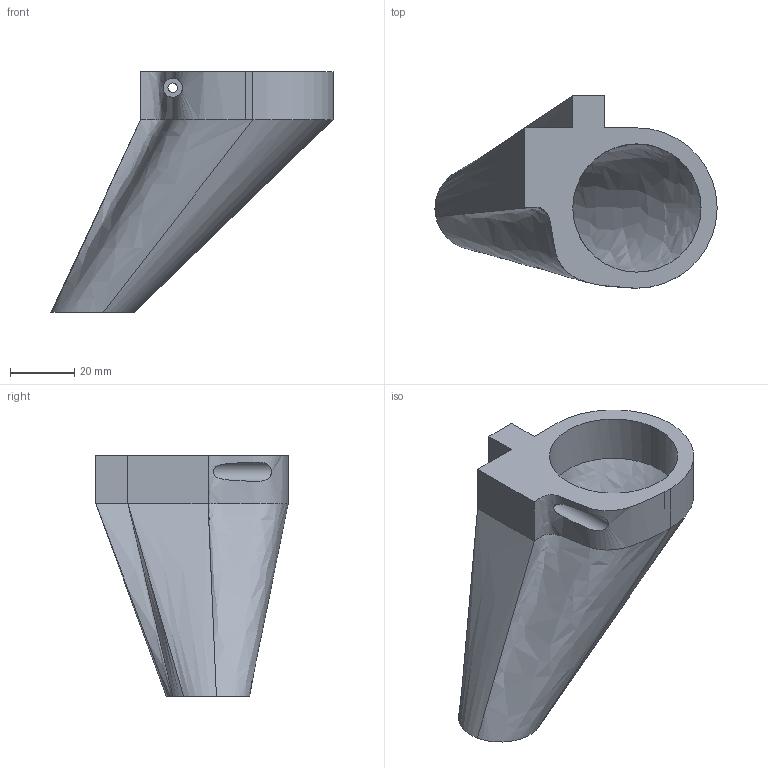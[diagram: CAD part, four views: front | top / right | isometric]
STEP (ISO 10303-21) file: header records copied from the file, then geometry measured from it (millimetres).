
FILE_DESCRIPTION((' '),'2;1');
FILE_NAME('VInterf_b.stp','2014-03-09T15:36:09',(' '),(' '),' ','ACIS',' ');
FILE_SCHEMA(('CONFIG_CONTROL_DESIGN'));
Length unit declared in the file: millimetre
Products named in the file (3): VInterf_b.stp; VInterf_b_ForBodies; Component3
Assembly tree (2 placements, depth 2):
  VInterf_b.stp
    VInterf_b_ForBodies
    Component3
Bounding box: 87.99 x 60 x 75 mm (x, y, z)
Volume: 59256.5 mm3; surface area: 23496.4 mm2
Topology: 1 solids, 1 shells, 23 faces, 57 edges, 37 vertices
Faces by surface type: bspline 10, plane 9, cylinder 4
Full cylindrical faces by diameter (mm): 3 x1, 6 x1, 40 x1
Entity records: 1338 total; most frequent: CARTESIAN_POINT 474, ORIENTED_EDGE 100, DIRECTION 96, EDGE_CURVE 50, AXIS2_PLACEMENT_3D 34, VERTEX_POINT 34, EDGE_LOOP 32, PERSON 28
